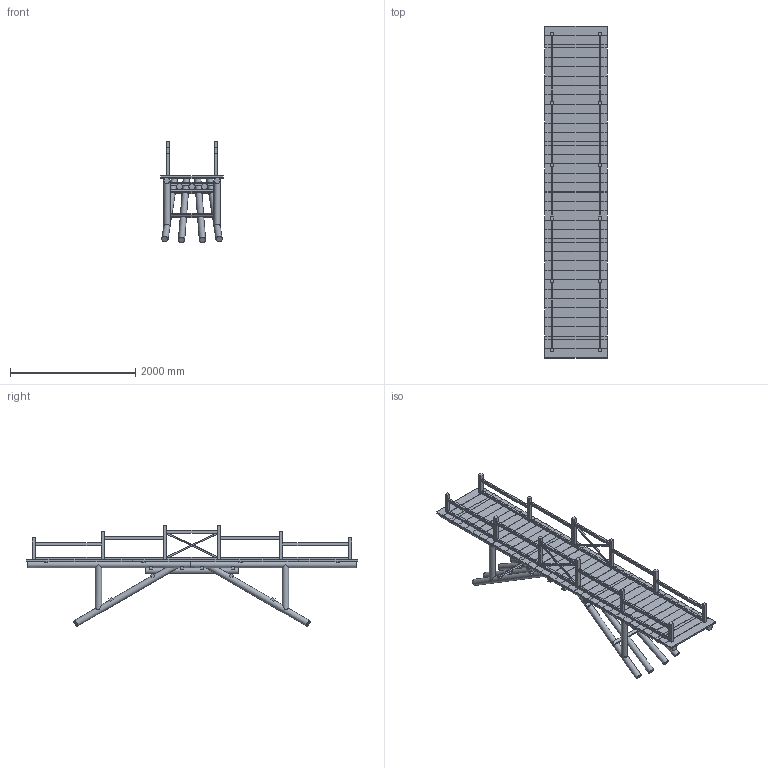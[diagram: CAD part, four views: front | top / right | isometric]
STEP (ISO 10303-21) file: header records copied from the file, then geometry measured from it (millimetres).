
FILE_DESCRIPTION(('Open CASCADE Model'),'2;1');
FILE_NAME('Open CASCADE Shape Model','2020-07-02T22:27:07',('Author'),( 'Open CASCADE'),'Open CASCADE STEP processor 7.4','Open CASCADE 7.4' ,'Unknown');
FILE_SCHEMA(('AUTOMOTIVE_DESIGN { 1 0 10303 214 1 1 1 1 }'));
Products named in the file (1): Open CASCADE STEP translator 7.4 1
Bounding box: 1000 x 5300 x 1615.68 mm (x, y, z)
Volume: 447340409.4 mm3; surface area: 30409744.8 mm2
Topology: 105 solids, 105 shells, 2809 faces, 6714 edges, 4251 vertices
Faces by surface type: plane 2745, cylinder 63, sphere 1
Full cylindrical faces by diameter (mm): 100 x19
Entity records: 168844 total; most frequent: CARTESIAN_POINT 35471, DIRECTION 23543, LINE 16535, VECTOR 16535, ORIENTED_EDGE 13422, PCURVE 13422, DEFINITIONAL_REPRESENTATION 13422, EDGE_CURVE 6711
